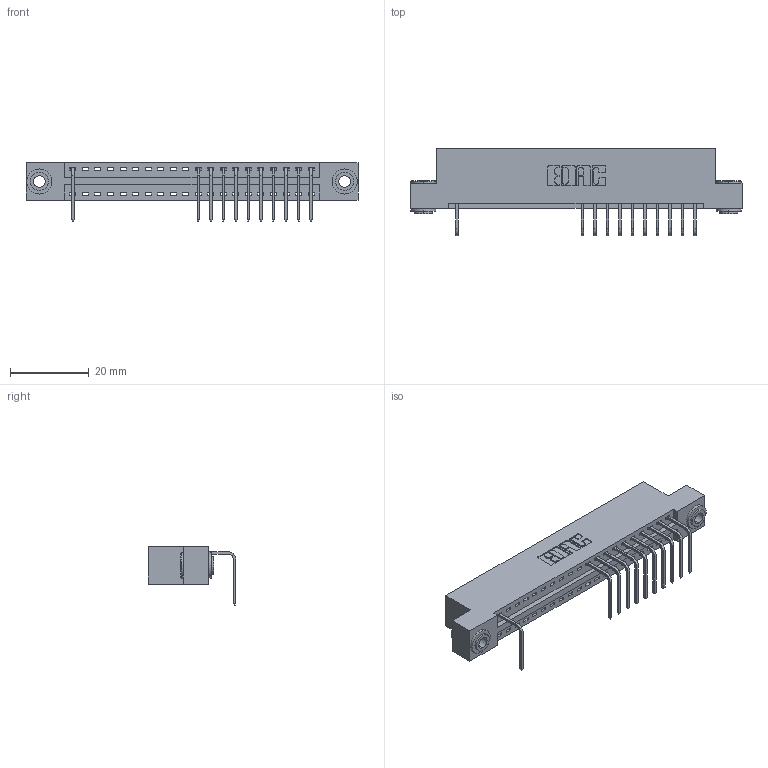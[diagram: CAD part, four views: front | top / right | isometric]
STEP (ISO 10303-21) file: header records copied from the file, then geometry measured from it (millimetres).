
FILE_DESCRIPTION (( 'STEP AP203' ), '1' );
FILE_NAME ('346-020-558-103.STEP', '2018-08-20T22:06:55', ( '' ), ( '' ), 'SwSTEP 2.0', 'SolidWorks 2016', '' );
FILE_SCHEMA (( 'CONFIG_CONTROL_DESIGN' ));
Length unit declared in the file: inch
Products named in the file (4): 346 Part_Flush Mounting Lugs - 0.156 Dia-TH; 345-292-001_558 Tail - 2; 345-250-002_345-250-002-102; 346-020-558-103
Assembly tree (14 placements, depth 2):
  346-020-558-103
    346 Part_Flush Mounting Lugs - 0.156 Dia-TH
    345-292-001_558 Tail - 2  x11
    345-250-002_345-250-002-102  x2
Bounding box: 84.07 x 22.16 x 14.73 mm (x, y, z)
Volume: 7849.3 mm3; surface area: 9457.2 mm2
Topology: 14 solids, 14 shells, 928 faces, 2785 edges, 1838 vertices
Faces by surface type: plane 638, cylinder 282, cone 8
Entity records: 15820 total; most frequent: CARTESIAN_POINT 2738, ORIENTED_EDGE 2694, DIRECTION 2463, EDGE_CURVE 1347, VECTOR 1111, LINE 1111, VERTEX_POINT 894, AXIS2_PLACEMENT_3D 676
